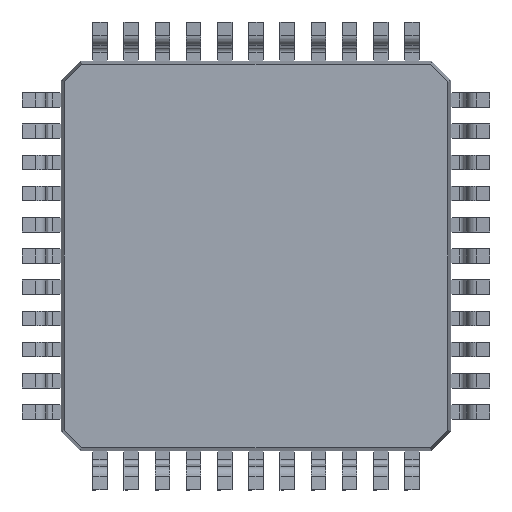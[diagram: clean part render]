
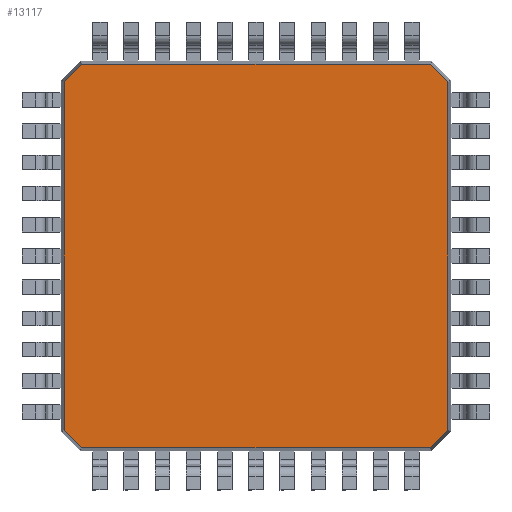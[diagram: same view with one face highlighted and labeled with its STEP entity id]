
A CAD part, front view. The second image highlights one B-rep face of the part: STEP entity #13117.
In plain terms, the highlighted planar face has unit normal (0, -1, 0).
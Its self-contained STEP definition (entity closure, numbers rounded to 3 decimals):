
#13 = CARTESIAN_POINT ( 'NONE',  ( -4.92, 0.15, 4.467 ) ) ;
#213 = EDGE_CURVE ( 'NONE', #16956, #4186, #9448, .T. ) ;
#263 = VECTOR ( 'NONE', #10526, 1000. ) ;
#1082 = CARTESIAN_POINT ( 'NONE',  ( -4.467, 0.15, 4.92 ) ) ;
#1121 = EDGE_CURVE ( 'NONE', #14672, #11328, #13872, .T. ) ;
#1429 = VECTOR ( 'NONE', #17698, 1000. ) ;
#2097 = AXIS2_PLACEMENT_3D ( 'NONE', #16948, #3244, #6342 ) ;
#2124 = VECTOR ( 'NONE', #11360, 1000. ) ;
#2139 = ORIENTED_EDGE ( 'NONE', *, *, #3237, .F. ) ;
#2146 = CARTESIAN_POINT ( 'NONE',  ( 4.92, 0.15, -4.467 ) ) ;
#2172 = CARTESIAN_POINT ( 'NONE',  ( 0., 0.15, 4.92 ) ) ;
#2889 = ORIENTED_EDGE ( 'NONE', *, *, #19032, .F. ) ;
#3237 = EDGE_CURVE ( 'NONE', #11328, #16966, #3856, .T. ) ;
#3244 = DIRECTION ( 'NONE',  ( 0., 1., 0. ) ) ;
#3291 = VERTEX_POINT ( 'NONE', #3939 ) ;
#3635 = LINE ( 'NONE', #16712, #11588 ) ;
#3760 = DIRECTION ( 'NONE',  ( -1., 0., 0. ) ) ;
#3856 = LINE ( 'NONE', #2172, #1429 ) ;
#3939 = CARTESIAN_POINT ( 'NONE',  ( 4.92, 0.15, 4.467 ) ) ;
#4186 = VERTEX_POINT ( 'NONE', #14249 ) ;
#4561 = CARTESIAN_POINT ( 'NONE',  ( -4.467, 0.15, -4.92 ) ) ;
#4762 = EDGE_CURVE ( 'NONE', #18635, #16956, #15376, .T. ) ;
#5725 = EDGE_LOOP ( 'NONE', ( #13732, #14340, #11819, #2889, #2139, #18075, #7791, #15782 ) ) ;
#6297 = LINE ( 'NONE', #16716, #263 ) ;
#6342 = DIRECTION ( 'NONE',  ( 0., 0., 1. ) ) ;
#6725 = CARTESIAN_POINT ( 'NONE',  ( 4.467, 0.15, 4.92 ) ) ;
#6946 = CARTESIAN_POINT ( 'NONE',  ( 4.467, 0.15, 4.92 ) ) ;
#7477 = EDGE_CURVE ( 'NONE', #17936, #14672, #6297, .T. ) ;
#7493 = DIRECTION ( 'NONE',  ( 0., 0., -1. ) ) ;
#7791 = ORIENTED_EDGE ( 'NONE', *, *, #7477, .F. ) ;
#8360 = CARTESIAN_POINT ( 'NONE',  ( 4.92, 0.15, -4.467 ) ) ;
#8489 = DIRECTION ( 'NONE',  ( -0.707, 0., -0.707 ) ) ;
#9099 = PLANE ( 'NONE',  #2097 ) ;
#9267 = VECTOR ( 'NONE', #19833, 1000. ) ;
#9448 = LINE ( 'NONE', #16014, #12608 ) ;
#10164 = CARTESIAN_POINT ( 'NONE',  ( 4.467, 0.15, -4.92 ) ) ;
#10526 = DIRECTION ( 'NONE',  ( 0., 0., 1. ) ) ;
#11096 = LINE ( 'NONE', #4561, #17107 ) ;
#11328 = VERTEX_POINT ( 'NONE', #1082 ) ;
#11360 = DIRECTION ( 'NONE',  ( 0.707, 0., -0.707 ) ) ;
#11588 = VECTOR ( 'NONE', #7493, 1000. ) ;
#11819 = ORIENTED_EDGE ( 'NONE', *, *, #18166, .F. ) ;
#12608 = VECTOR ( 'NONE', #3760, 1000. ) ;
#13117 = ADVANCED_FACE ( 'NONE', ( #15975 ), #9099, .F. ) ;
#13732 = ORIENTED_EDGE ( 'NONE', *, *, #213, .F. ) ;
#13872 = LINE ( 'NONE', #13, #9267 ) ;
#14249 = CARTESIAN_POINT ( 'NONE',  ( -4.467, 0.15, -4.92 ) ) ;
#14340 = ORIENTED_EDGE ( 'NONE', *, *, #4762, .F. ) ;
#14672 = VERTEX_POINT ( 'NONE', #17381 ) ;
#15376 = LINE ( 'NONE', #2146, #17731 ) ;
#15782 = ORIENTED_EDGE ( 'NONE', *, *, #18223, .F. ) ;
#15975 = FACE_OUTER_BOUND ( 'NONE', #5725, .T. ) ;
#16014 = CARTESIAN_POINT ( 'NONE',  ( 0., 0.15, -4.92 ) ) ;
#16645 = DIRECTION ( 'NONE',  ( -0.707, 0., 0.707 ) ) ;
#16712 = CARTESIAN_POINT ( 'NONE',  ( 4.92, 0.15, 0. ) ) ;
#16716 = CARTESIAN_POINT ( 'NONE',  ( -4.92, 0.15, 0. ) ) ;
#16948 = CARTESIAN_POINT ( 'NONE',  ( 0., 0.15, 0. ) ) ;
#16956 = VERTEX_POINT ( 'NONE', #10164 ) ;
#16966 = VERTEX_POINT ( 'NONE', #6946 ) ;
#17107 = VECTOR ( 'NONE', #16645, 1000. ) ;
#17381 = CARTESIAN_POINT ( 'NONE',  ( -4.92, 0.15, 4.467 ) ) ;
#17510 = CARTESIAN_POINT ( 'NONE',  ( -4.92, 0.15, -4.467 ) ) ;
#17698 = DIRECTION ( 'NONE',  ( 1., 0., 0. ) ) ;
#17731 = VECTOR ( 'NONE', #8489, 1000. ) ;
#17936 = VERTEX_POINT ( 'NONE', #17510 ) ;
#18075 = ORIENTED_EDGE ( 'NONE', *, *, #1121, .F. ) ;
#18166 = EDGE_CURVE ( 'NONE', #3291, #18635, #3635, .T. ) ;
#18223 = EDGE_CURVE ( 'NONE', #4186, #17936, #11096, .T. ) ;
#18467 = LINE ( 'NONE', #6725, #2124 ) ;
#18635 = VERTEX_POINT ( 'NONE', #8360 ) ;
#19032 = EDGE_CURVE ( 'NONE', #16966, #3291, #18467, .T. ) ;
#19833 = DIRECTION ( 'NONE',  ( 0.707, 0., 0.707 ) ) ;
